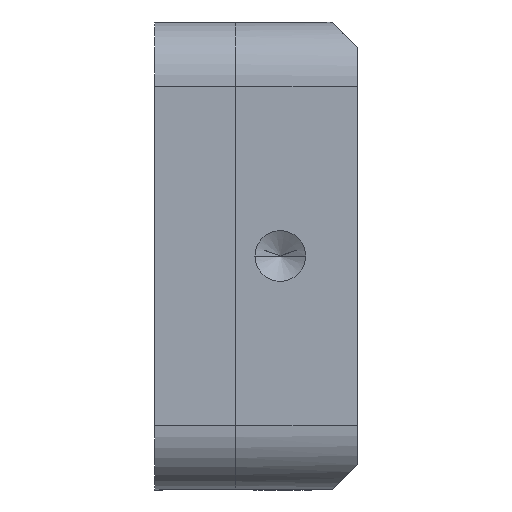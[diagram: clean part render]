
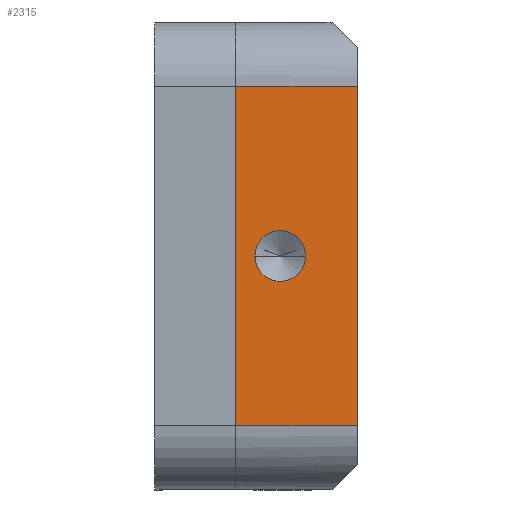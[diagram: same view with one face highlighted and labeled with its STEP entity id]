
A CAD part, left-side view. The second image highlights one B-rep face of the part: STEP entity #2315.
In plain terms, the highlighted planar face has unit normal (-1, 0, 0).
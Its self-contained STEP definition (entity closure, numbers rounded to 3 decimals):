
#19 = VERTEX_POINT ( 'NONE', #1635 ) ;
#27 = CARTESIAN_POINT ( 'NONE',  ( -49.05, 8.375, 6. ) ) ;
#40 = VECTOR ( 'NONE', #105, 1000. ) ;
#105 = DIRECTION ( 'NONE',  ( 0., -1., 0. ) ) ;
#140 = CARTESIAN_POINT ( 'NONE',  ( -49.05, 8.375, 0. ) ) ;
#162 = EDGE_CURVE ( 'NONE', #807, #687, #1890, .T. ) ;
#211 = CIRCLE ( 'NONE', #1963, 1.25 ) ;
#221 = CARTESIAN_POINT ( 'NONE',  ( -49.05, 8.375, 6. ) ) ;
#236 = ORIENTED_EDGE ( 'NONE', *, *, #919, .F. ) ;
#361 = LINE ( 'NONE', #1452, #940 ) ;
#404 = EDGE_CURVE ( 'NONE', #19, #2008, #361, .T. ) ;
#455 = ORIENTED_EDGE ( 'NONE', *, *, #404, .T. ) ;
#501 = ORIENTED_EDGE ( 'NONE', *, *, #1776, .F. ) ;
#504 = DIRECTION ( 'NONE',  ( 0., 0., 1. ) ) ;
#539 = CARTESIAN_POINT ( 'NONE',  ( -49.05, 0., 3.8 ) ) ;
#579 = CARTESIAN_POINT ( 'NONE',  ( -49.05, 0., 5.05 ) ) ;
#665 = EDGE_LOOP ( 'NONE', ( #236, #1382, #1473, #455 ) ) ;
#687 = VERTEX_POINT ( 'NONE', #140 ) ;
#698 = DIRECTION ( 'NONE',  ( -1., 0., 0. ) ) ;
#734 = DIRECTION ( 'NONE',  ( 0., -1., 0. ) ) ;
#807 = VERTEX_POINT ( 'NONE', #27 ) ;
#886 = DIRECTION ( 'NONE',  ( 0., 0., 1. ) ) ;
#919 = EDGE_CURVE ( 'NONE', #807, #2008, #2030, .T. ) ;
#940 = VECTOR ( 'NONE', #2010, 1000. ) ;
#964 = AXIS2_PLACEMENT_3D ( 'NONE', #1940, #1926, #1574 ) ;
#984 = CARTESIAN_POINT ( 'NONE',  ( -49.05, -11.55, 6. ) ) ;
#1047 = FACE_OUTER_BOUND ( 'NONE', #665, .T. ) ;
#1164 = CARTESIAN_POINT ( 'NONE',  ( -49.05, -8.375, 6. ) ) ;
#1238 = ORIENTED_EDGE ( 'NONE', *, *, #1775, .F. ) ;
#1279 = VECTOR ( 'NONE', #1668, 1000. ) ;
#1343 = EDGE_LOOP ( 'NONE', ( #1238, #501 ) ) ;
#1382 = ORIENTED_EDGE ( 'NONE', *, *, #162, .T. ) ;
#1425 = CIRCLE ( 'NONE', #2281, 1.25 ) ;
#1452 = CARTESIAN_POINT ( 'NONE',  ( -49.05, -8.375, 6. ) ) ;
#1473 = ORIENTED_EDGE ( 'NONE', *, *, #2124, .T. ) ;
#1574 = DIRECTION ( 'NONE',  ( 0., 0., -1. ) ) ;
#1585 = FACE_BOUND ( 'NONE', #1343, .T. ) ;
#1635 = CARTESIAN_POINT ( 'NONE',  ( -49.05, -8.375, 0. ) ) ;
#1668 = DIRECTION ( 'NONE',  ( 0., 0., -1. ) ) ;
#1775 = EDGE_CURVE ( 'NONE', #1824, #1840, #1425, .T. ) ;
#1776 = EDGE_CURVE ( 'NONE', #1840, #1824, #211, .T. ) ;
#1824 = VERTEX_POINT ( 'NONE', #579 ) ;
#1840 = VERTEX_POINT ( 'NONE', #2047 ) ;
#1890 = LINE ( 'NONE', #221, #1279 ) ;
#1926 = DIRECTION ( 'NONE',  ( 1., 0., 0. ) ) ;
#1940 = CARTESIAN_POINT ( 'NONE',  ( -49.05, -11.55, 6. ) ) ;
#1963 = AXIS2_PLACEMENT_3D ( 'NONE', #1978, #2005, #886 ) ;
#1978 = CARTESIAN_POINT ( 'NONE',  ( -49.05, 0., 3.8 ) ) ;
#2002 = VECTOR ( 'NONE', #734, 1000. ) ;
#2005 = DIRECTION ( 'NONE',  ( -1., 0., 0. ) ) ;
#2008 = VERTEX_POINT ( 'NONE', #1164 ) ;
#2010 = DIRECTION ( 'NONE',  ( 0., 0., 1. ) ) ;
#2030 = LINE ( 'NONE', #984, #40 ) ;
#2032 = LINE ( 'NONE', #2168, #2002 ) ;
#2047 = CARTESIAN_POINT ( 'NONE',  ( -49.05, 0., 2.55 ) ) ;
#2119 = PLANE ( 'NONE',  #964 ) ;
#2124 = EDGE_CURVE ( 'NONE', #687, #19, #2032, .T. ) ;
#2168 = CARTESIAN_POINT ( 'NONE',  ( -49.05, -11.55, 0. ) ) ;
#2281 = AXIS2_PLACEMENT_3D ( 'NONE', #539, #698, #504 ) ;
#2315 = ADVANCED_FACE ( 'NONE', ( #1585, #1047 ), #2119, .F. ) ;
